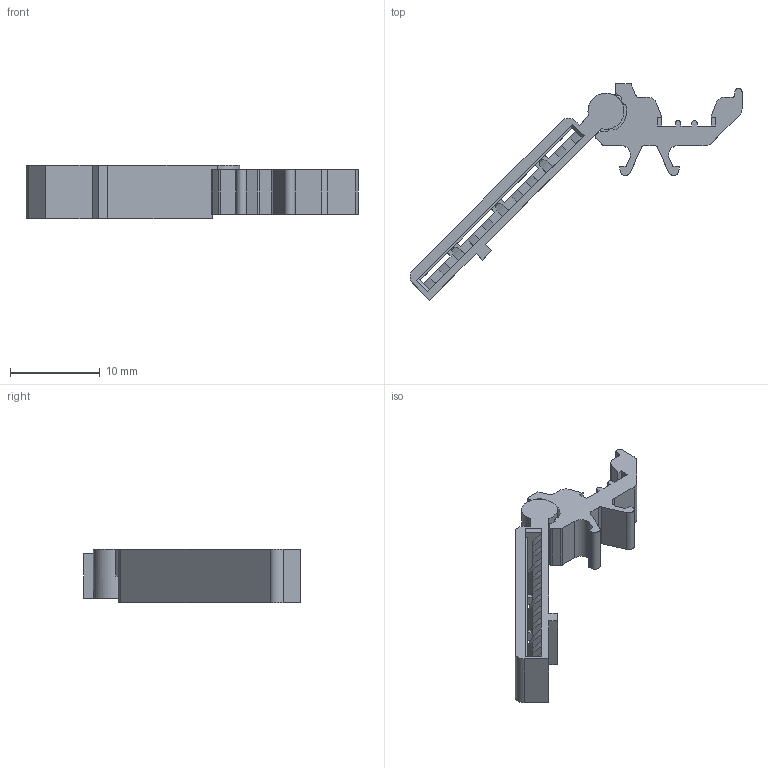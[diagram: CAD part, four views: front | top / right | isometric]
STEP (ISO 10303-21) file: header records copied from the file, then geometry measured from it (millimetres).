
FILE_DESCRIPTION((''),'2;1');
FILE_NAME('5YB585324_ASM','2021-11-23T',('Administrator'),(''),'PRO/ENGINEER BY PARAMETRIC TECHNOLOGY CORPORATION, 2013230','PRO/ENGINEER BY PARAMETRIC TECHNOLOGY CORPORATION, 2013230','');
FILE_SCHEMA(('AUTOMOTIVE_DESIGN { 1 0 10303 214 1 1 1 1 }'));
Length unit declared in the file: millimetre
Products named in the file (1): 5YB585324_ASM
Bounding box: 36.97 x 24.09 x 6 mm (x, y, z)
Volume: 796.9 mm3; surface area: 1452.5 mm2
Topology: 1 solids, 3 shells, 182 faces, 565 edges, 383 vertices
Faces by surface type: plane 121, cylinder 47, torus 10, cone 4
Entity records: 6467 total; most frequent: CARTESIAN_POINT 1216, ORIENTED_EDGE 1130, DIRECTION 1066, EDGE_CURVE 565, VECTOR 392, LINE 392, VERTEX_POINT 383, AXIS2_PLACEMENT_3D 337
